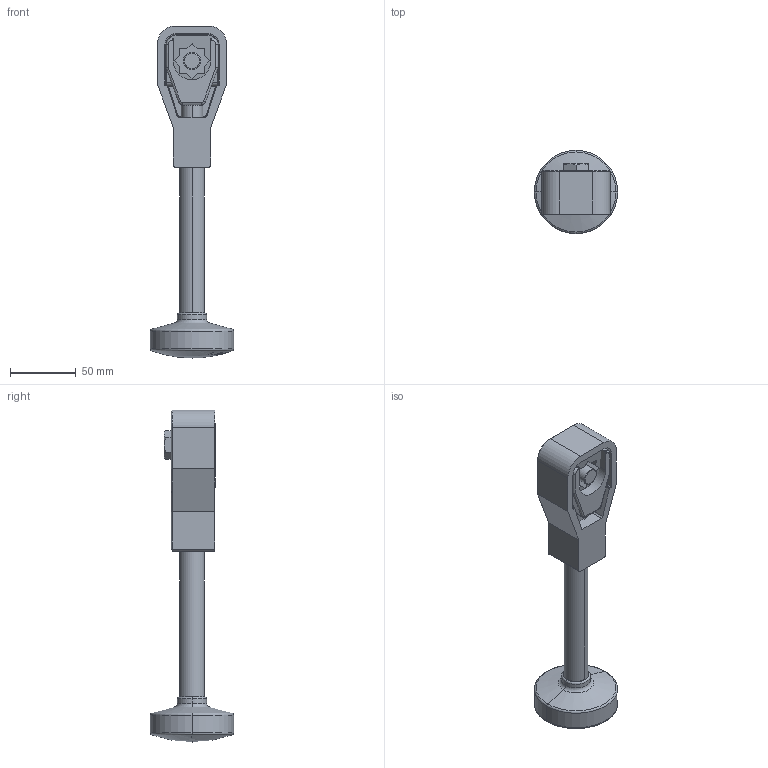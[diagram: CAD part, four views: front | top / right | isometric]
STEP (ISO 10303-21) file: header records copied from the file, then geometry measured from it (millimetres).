
FILE_DESCRIPTION((''),'2;1');
FILE_NAME('76250135_SW0001','2012-10-26T',('jhabe'),(''),'PRO/ENGINEER BY PARAMETRIC TECHNOLOGY CORPORATION, 2011310','PRO/ENGINEER BY PARAMETRIC TECHNOLOGY CORPORATION, 2011310','');
FILE_SCHEMA(('CONFIG_CONTROL_DESIGN'));
Length unit declared in the file: inch
Products named in the file (1): 76250135_SW0001
Bounding box: 63.5 x 63.5 x 253.3 mm (x, y, z)
Surface area: 54867.5 mm2 (no closed solid volume)
Topology: 0 solids, 10 shells, 349 faces, 1122 edges, 762 vertices
Faces by surface type: plane 163, cone 80, cylinder 68, torus 21, sphere 11, bspline 6
Entity records: 12915 total; most frequent: CARTESIAN_POINT 2876, DIRECTION 2185, ORIENTED_EDGE 1929, EDGE_CURVE 1120, AXIS2_PLACEMENT_3D 764, VERTEX_POINT 762, VECTOR 657, LINE 657
